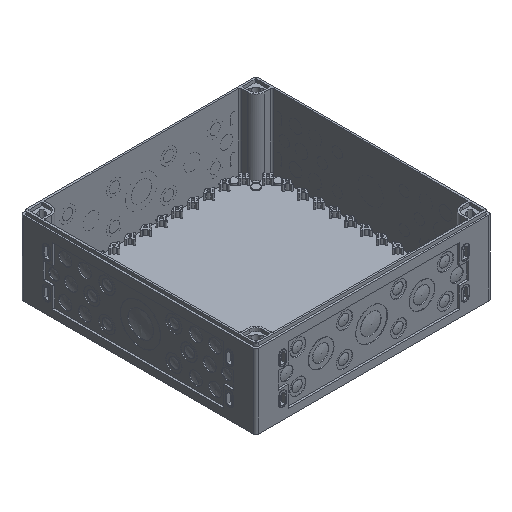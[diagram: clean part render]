
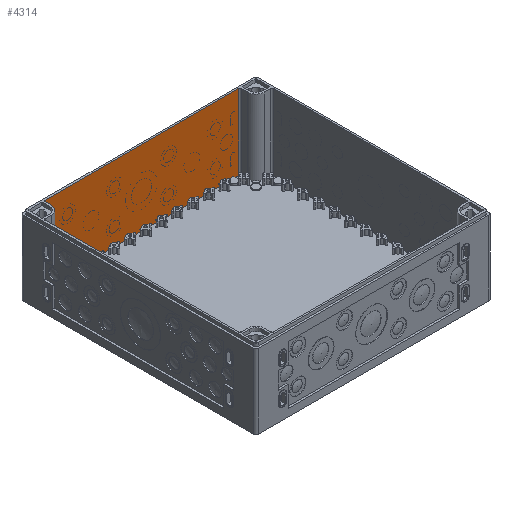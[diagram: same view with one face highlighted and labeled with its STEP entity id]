
A CAD part, isometric view. The second image highlights one B-rep face of the part: STEP entity #4314.
In plain terms, the highlighted planar face has unit normal (0, -1, 0).
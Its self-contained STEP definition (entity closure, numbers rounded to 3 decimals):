
#4314 = ADVANCED_FACE( '', ( #9224 ), #9225, .T. );
#9224 = FACE_OUTER_BOUND( '', #16271, .T. );
#9225 = PLANE( '', #16272 );
#16271 = EDGE_LOOP( '', ( #28829, #28830, #28831, #28832, #28833, #28834, #28835, #28836, #28837, #28838, #28839, #28840 ) );
#16272 = AXIS2_PLACEMENT_3D( '', #28841, #28842, #28843 );
#28829 = ORIENTED_EDGE( '', *, *, #34674, .F. );
#28830 = ORIENTED_EDGE( '', *, *, #33032, .T. );
#28831 = ORIENTED_EDGE( '', *, *, #31820, .F. );
#28832 = ORIENTED_EDGE( '', *, *, #33449, .T. );
#28833 = ORIENTED_EDGE( '', *, *, #34693, .F. );
#28834 = ORIENTED_EDGE( '', *, *, #33262, .F. );
#28835 = ORIENTED_EDGE( '', *, *, #33757, .T. );
#28836 = ORIENTED_EDGE( '', *, *, #30731, .T. );
#28837 = ORIENTED_EDGE( '', *, *, #34675, .F. );
#28838 = ORIENTED_EDGE( '', *, *, #33791, .T. );
#28839 = ORIENTED_EDGE( '', *, *, #34468, .F. );
#28840 = ORIENTED_EDGE( '', *, *, #32969, .T. );
#28841 = CARTESIAN_POINT( '', ( 340.31, 367.8, 123. ) );
#28842 = DIRECTION( '', ( 0., -1., 0. ) );
#28843 = DIRECTION( '', ( 0., 0., -1. ) );
#30731 = EDGE_CURVE( '', #36544, #36542, #36545, .T. );
#31820 = EDGE_CURVE( '', #38292, #38294, #38295, .T. );
#32969 = EDGE_CURVE( '', #40020, #40017, #40021, .T. );
#33032 = EDGE_CURVE( '', #40107, #38294, #40110, .T. );
#33262 = EDGE_CURVE( '', #40426, #40427, #40428, .T. );
#33449 = EDGE_CURVE( '', #38292, #40672, #40675, .T. );
#33757 = EDGE_CURVE( '', #40426, #36544, #41082, .T. );
#33791 = EDGE_CURVE( '', #41124, #41126, #41128, .T. );
#34468 = EDGE_CURVE( '', #40020, #41126, #41936, .T. );
#34674 = EDGE_CURVE( '', #40107, #40017, #42158, .T. );
#34675 = EDGE_CURVE( '', #41124, #36542, #42159, .T. );
#34693 = EDGE_CURVE( '', #40427, #40672, #42178, .T. );
#36542 = VERTEX_POINT( '', #44537 );
#36544 = VERTEX_POINT( '', #44539 );
#36545 = LINE( '', #44540, #44541 );
#38292 = VERTEX_POINT( '', #46795 );
#38294 = VERTEX_POINT( '', #46798 );
#38295 = LINE( '', #46799, #46800 );
#40017 = VERTEX_POINT( '', #49039 );
#40020 = VERTEX_POINT( '', #49043 );
#40021 = LINE( '', #49044, #49045 );
#40107 = VERTEX_POINT( '', #49155 );
#40110 = LINE( '', #49160, #49161 );
#40426 = VERTEX_POINT( '', #49570 );
#40427 = VERTEX_POINT( '', #49571 );
#40428 = LINE( '', #49572, #49573 );
#40672 = VERTEX_POINT( '', #49902 );
#40675 = LINE( '', #49906, #49907 );
#41082 = LINE( '', #50423, #50424 );
#41124 = VERTEX_POINT( '', #50479 );
#41126 = VERTEX_POINT( '', #50482 );
#41128 = LINE( '', #50485, #50486 );
#41936 = LINE( '', #51537, #51538 );
#42158 = LINE( '', #51826, #51827 );
#42159 = LINE( '', #51828, #51829 );
#42178 = LINE( '', #51857, #51858 );
#44537 = CARTESIAN_POINT( '', ( 33.28, 367.8, 3.5 ) );
#44539 = CARTESIAN_POINT( '', ( 33.28, 367.8, 123. ) );
#44540 = CARTESIAN_POINT( '', ( 33.28, 367.8, 123. ) );
#44541 = VECTOR( '', #53283, 1000. );
#46795 = CARTESIAN_POINT( '', ( 332.8, 367.8, 6. ) );
#46798 = CARTESIAN_POINT( '', ( 320.8, 367.8, 6. ) );
#46799 = CARTESIAN_POINT( '', ( 340.31, 367.8, 6. ) );
#46800 = VECTOR( '', #54722, 1000. );
#49039 = CARTESIAN_POINT( '', ( 52.8, 367.8, 3.5 ) );
#49043 = CARTESIAN_POINT( '', ( 52.8, 367.8, 6. ) );
#49044 = CARTESIAN_POINT( '', ( 52.8, 367.8, 123. ) );
#49045 = VECTOR( '', #56192, 1000. );
#49155 = CARTESIAN_POINT( '', ( 320.8, 367.8, 3.5 ) );
#49160 = CARTESIAN_POINT( '', ( 320.8, 367.8, 123. ) );
#49161 = VECTOR( '', #56276, 1000. );
#49570 = CARTESIAN_POINT( '', ( 340.31, 367.8, 123. ) );
#49571 = CARTESIAN_POINT( '', ( 340.31, 367.8, 3.5 ) );
#49572 = CARTESIAN_POINT( '', ( 340.31, 367.8, 123. ) );
#49573 = VECTOR( '', #56550, 1000. );
#49902 = CARTESIAN_POINT( '', ( 332.8, 367.8, 3.5 ) );
#49906 = CARTESIAN_POINT( '', ( 332.8, 367.8, 123. ) );
#49907 = VECTOR( '', #56763, 1000. );
#50423 = CARTESIAN_POINT( '', ( 340.31, 367.8, 123. ) );
#50424 = VECTOR( '', #57131, 1000. );
#50479 = CARTESIAN_POINT( '', ( 40.8, 367.8, 3.5 ) );
#50482 = CARTESIAN_POINT( '', ( 40.8, 367.8, 6. ) );
#50485 = CARTESIAN_POINT( '', ( 40.8, 367.8, 123. ) );
#50486 = VECTOR( '', #57183, 1000. );
#51537 = CARTESIAN_POINT( '', ( 340.31, 367.8, 6. ) );
#51538 = VECTOR( '', #57847, 1000. );
#51826 = CARTESIAN_POINT( '', ( 340.31, 367.8, 3.5 ) );
#51827 = VECTOR( '', #58079, 1000. );
#51828 = CARTESIAN_POINT( '', ( 340.31, 367.8, 3.5 ) );
#51829 = VECTOR( '', #58080, 1000. );
#51857 = CARTESIAN_POINT( '', ( 340.31, 367.8, 3.5 ) );
#51858 = VECTOR( '', #58114, 1000. );
#53283 = DIRECTION( '', ( 0., 0., -1. ) );
#54722 = DIRECTION( '', ( -1., 0., 0. ) );
#56192 = DIRECTION( '', ( 0., 0., -1. ) );
#56276 = DIRECTION( '', ( 0., 0., 1. ) );
#56550 = DIRECTION( '', ( 0., 0., -1. ) );
#56763 = DIRECTION( '', ( 0., 0., -1. ) );
#57131 = DIRECTION( '', ( -1., 0., 0. ) );
#57183 = DIRECTION( '', ( 0., 0., 1. ) );
#57847 = DIRECTION( '', ( -1., 0., 0. ) );
#58079 = DIRECTION( '', ( -1., 0., 0. ) );
#58080 = DIRECTION( '', ( -1., 0., 0. ) );
#58114 = DIRECTION( '', ( -1., 0., 0. ) );
